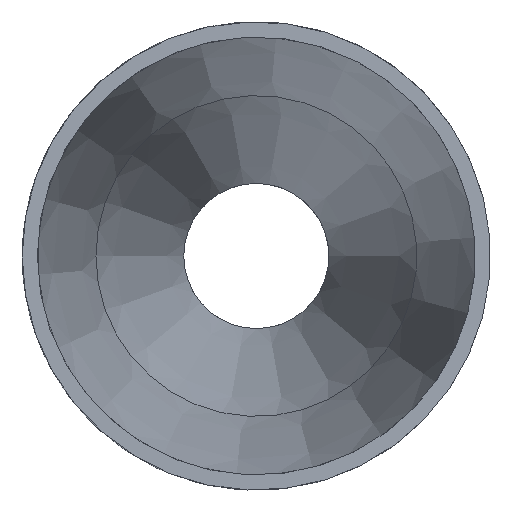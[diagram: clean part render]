
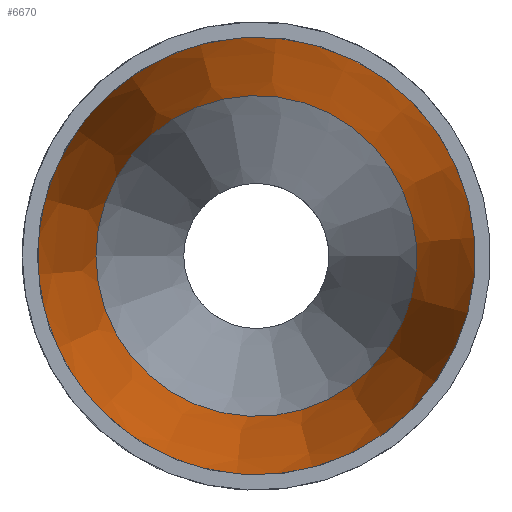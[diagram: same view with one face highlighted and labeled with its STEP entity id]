
A CAD part, left-side view. The second image highlights one B-rep face of the part: STEP entity #6670.
In plain terms, the highlighted conical face has half-angle 7.125 degrees and reference radius 20.574 mm.
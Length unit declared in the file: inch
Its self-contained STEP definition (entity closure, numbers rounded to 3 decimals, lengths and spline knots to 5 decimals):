
#67=FACE_BOUND('',#1187,.T.);
#780=FACE_OUTER_BOUND('',#1186,.T.);
#1186=EDGE_LOOP('',(#6220));
#1187=EDGE_LOOP('',(#6221));
#2592=CIRCLE('',#7013,0.685);
#2596=CIRCLE('',#7021,0.935);
#3254=VERTEX_POINT('',#14784);
#3258=VERTEX_POINT('',#14796);
#4243=EDGE_CURVE('',#3254,#3254,#2592,.T.);
#4247=EDGE_CURVE('',#3258,#3258,#2596,.T.);
#6220=ORIENTED_EDGE('',*,*,#4247,.F.);
#6221=ORIENTED_EDGE('',*,*,#4243,.T.);
#6266=CONICAL_SURFACE('',#7026,0.81,7.125);
#6670=ADVANCED_FACE('',(#780,#67),#6266,.F.);
#7013=AXIS2_PLACEMENT_3D('',#14785,#8162,#8163);
#7021=AXIS2_PLACEMENT_3D('',#14797,#8178,#8179);
#7026=AXIS2_PLACEMENT_3D('',#14804,#8188,#8189);
#8162=DIRECTION('center_axis',(1.,0.,0.));
#8163=DIRECTION('ref_axis',(0.,-0.965,-0.261));
#8178=DIRECTION('center_axis',(1.,0.,0.));
#8179=DIRECTION('ref_axis',(0.,-0.965,-0.261));
#8188=DIRECTION('center_axis',(-1.,0.,0.));
#8189=DIRECTION('ref_axis',(0.,-0.965,-0.261));
#14784=CARTESIAN_POINT('',(0.,-0.66126,-0.17876));
#14785=CARTESIAN_POINT('Origin',(0.,0.,
0.));
#14796=CARTESIAN_POINT('',(-2.,-0.9026,-0.24401));
#14797=CARTESIAN_POINT('Origin',(-2.,0.,0.));
#14804=CARTESIAN_POINT('Origin',(-1.,0.,0.));
